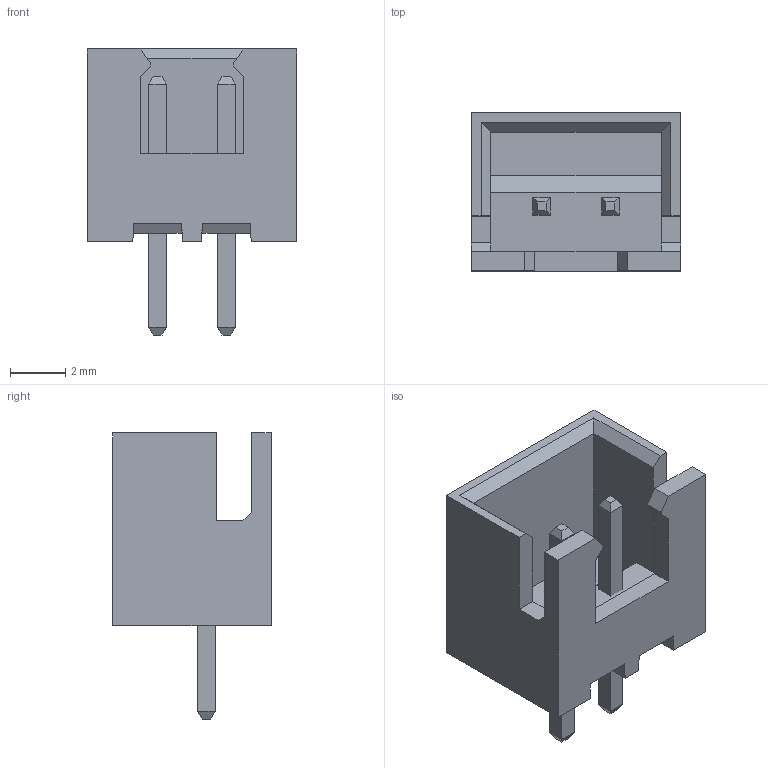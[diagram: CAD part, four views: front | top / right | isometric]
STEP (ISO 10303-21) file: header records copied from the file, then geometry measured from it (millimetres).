
FILE_DESCRIPTION(('STEP AP214'), '1');
FILE_NAME('DS1069', '2019-04-21T13:27:39', ('Nobody'), (''), 'ASCON STEP Converter 1.3', 'ASCON Math Kernel', '');
FILE_SCHEMA(('AUTOMOTIVE_DESIGN { 1 0 10303 214 3 1 1}'));
Length unit declared in the file: millimetre
Assembly tree (3 placements, depth 2):
  (unnamed)
    (unnamed)
    (unnamed)  x2
Bounding box: 7.6 x 5.75 x 10.4 mm (x, y, z)
Volume: 144 mm3; surface area: 409.9 mm2
Topology: 3 solids, 3 shells, 73 faces, 183 edges, 116 vertices
Faces by surface type: plane 73
Entity records: 2418 total; most frequent: CARTESIAN_POINT 318, ORIENTED_EDGE 310, DIRECTION 281, EDGE_CURVE 155, LINE 155, VECTOR 155, VERTEX_POINT 100, AXIS2_PLACEMENT_3D 63
